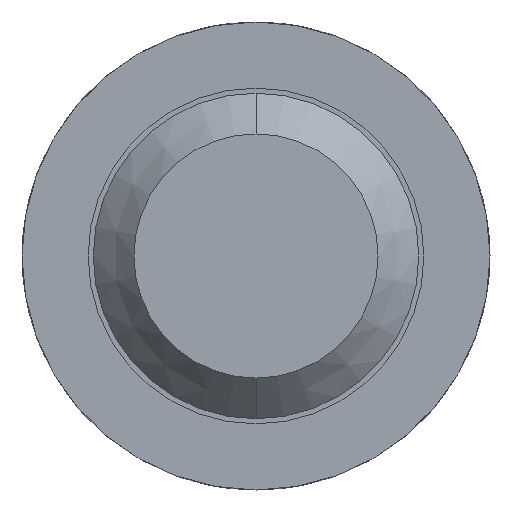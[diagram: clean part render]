
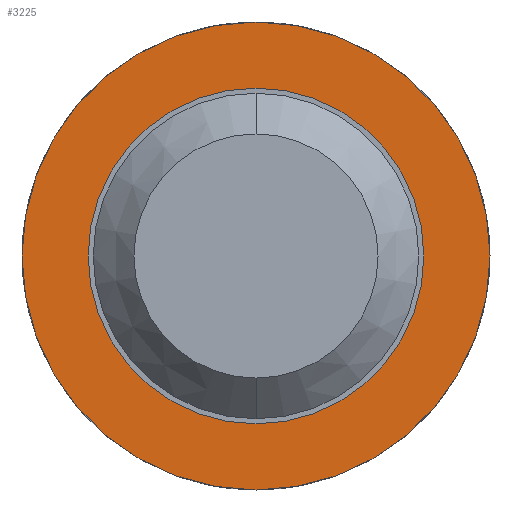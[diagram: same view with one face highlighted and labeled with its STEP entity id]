
A CAD part, front view. The second image highlights one B-rep face of the part: STEP entity #3225.
In plain terms, the highlighted planar face has unit normal (0, -1, 0).
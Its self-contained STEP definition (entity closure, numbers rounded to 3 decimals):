
#106 = VERTEX_POINT ( 'NONE', #2268 ) ;
#391 = ORIENTED_EDGE ( 'NONE', *, *, #4600, .T. ) ;
#685 = DIRECTION ( 'NONE',  ( 0., 0., 1. ) ) ;
#700 = VERTEX_POINT ( 'NONE', #2144 ) ;
#981 = CARTESIAN_POINT ( 'NONE',  ( 0., -1.5, 0.825 ) ) ;
#1012 = VERTEX_POINT ( 'NONE', #4791 ) ;
#1015 = DIRECTION ( 'NONE',  ( 0., 0., 1. ) ) ;
#1022 = CARTESIAN_POINT ( 'NONE',  ( 0.825, -1.5, 0. ) ) ;
#1313 = CIRCLE ( 'NONE', #4612, 1.15 ) ;
#1344 = DIRECTION ( 'NONE',  ( 0., 1., 0. ) ) ;
#1744 = VERTEX_POINT ( 'NONE', #981 ) ;
#1759 = EDGE_LOOP ( 'NONE', ( #3231, #391 ) ) ;
#1828 = AXIS2_PLACEMENT_3D ( 'NONE', #1831, #4210, #5036 ) ;
#1831 = CARTESIAN_POINT ( 'NONE',  ( 0., -1.5, 0. ) ) ;
#1869 = EDGE_CURVE ( 'Defeature ausgef�hrt1_7+Defeature ausgef�hrt1_13+Defeature ausgef�hrt1_13+Defeature ausgef�hrt1_13', #700, #1012, #1313, .T. ) ;
#2084 = AXIS2_PLACEMENT_3D ( 'NONE', #2952, #2526, #2557 ) ;
#2144 = CARTESIAN_POINT ( 'NONE',  ( 0., -1.5, -1.15 ) ) ;
#2268 = CARTESIAN_POINT ( 'NONE',  ( 0., -1.5, -0.825 ) ) ;
#2381 = CIRCLE ( 'NONE', #2084, 1.15 ) ;
#2526 = DIRECTION ( 'NONE',  ( 0., 1., 0. ) ) ;
#2557 = DIRECTION ( 'NONE',  ( 0., 0., 1. ) ) ;
#2634 = ORIENTED_EDGE ( 'NONE', *, *, #1869, .F. ) ;
#2755 = FACE_BOUND ( 'NONE', #1759, .T. ) ;
#2823 = ORIENTED_EDGE ( 'NONE', *, *, #3113, .F. ) ;
#2952 = CARTESIAN_POINT ( 'NONE',  ( 0., -1.5, 0. ) ) ;
#3064 = CIRCLE ( 'NONE', #1828, 0.825 ) ;
#3113 = EDGE_CURVE ( 'Defeature ausgef�hrt1_7+Defeature ausgef�hrt1_13+Defeature ausgef�hrt1_13+Defeature ausgef�hrt1_13', #1012, #700, #2381, .T. ) ;
#3144 = DIRECTION ( 'NONE',  ( 0., 1., 0. ) ) ;
#3225 = ADVANCED_FACE ( 'Defeature ausgef�hrt1_13', ( #4319, #2755 ), #5027, .F. ) ;
#3231 = ORIENTED_EDGE ( 'NONE', *, *, #4715, .T. ) ;
#3562 = DIRECTION ( 'NONE',  ( 0., 0., 1. ) ) ;
#3609 = AXIS2_PLACEMENT_3D ( 'NONE', #1022, #3876, #685 ) ;
#3762 = CARTESIAN_POINT ( 'NONE',  ( 0., -1.5, 0. ) ) ;
#3876 = DIRECTION ( 'NONE',  ( 0., 1., 0. ) ) ;
#4007 = CIRCLE ( 'NONE', #4763, 0.825 ) ;
#4210 = DIRECTION ( 'NONE',  ( 0., 1., 0. ) ) ;
#4319 = FACE_OUTER_BOUND ( 'NONE', #4617, .T. ) ;
#4328 = CARTESIAN_POINT ( 'NONE',  ( 0., -1.5, 0. ) ) ;
#4600 = EDGE_CURVE ( 'Defeature ausgef�hrt1_13+Defeature ausgef�hrt1_12+Defeature ausgef�hrt1_12+Defeature ausgef�hrt1_12', #106, #1744, #3064, .T. ) ;
#4612 = AXIS2_PLACEMENT_3D ( 'NONE', #3762, #1344, #1015 ) ;
#4617 = EDGE_LOOP ( 'NONE', ( #2823, #2634 ) ) ;
#4715 = EDGE_CURVE ( 'Defeature ausgef�hrt1_13+Defeature ausgef�hrt1_12+Defeature ausgef�hrt1_12+Defeature ausgef�hrt1_12', #1744, #106, #4007, .T. ) ;
#4763 = AXIS2_PLACEMENT_3D ( 'NONE', #4328, #3144, #3562 ) ;
#4791 = CARTESIAN_POINT ( 'NONE',  ( 0., -1.5, 1.15 ) ) ;
#5027 = PLANE ( 'NONE',  #3609 ) ;
#5036 = DIRECTION ( 'NONE',  ( 0., 0., 1. ) ) ;
